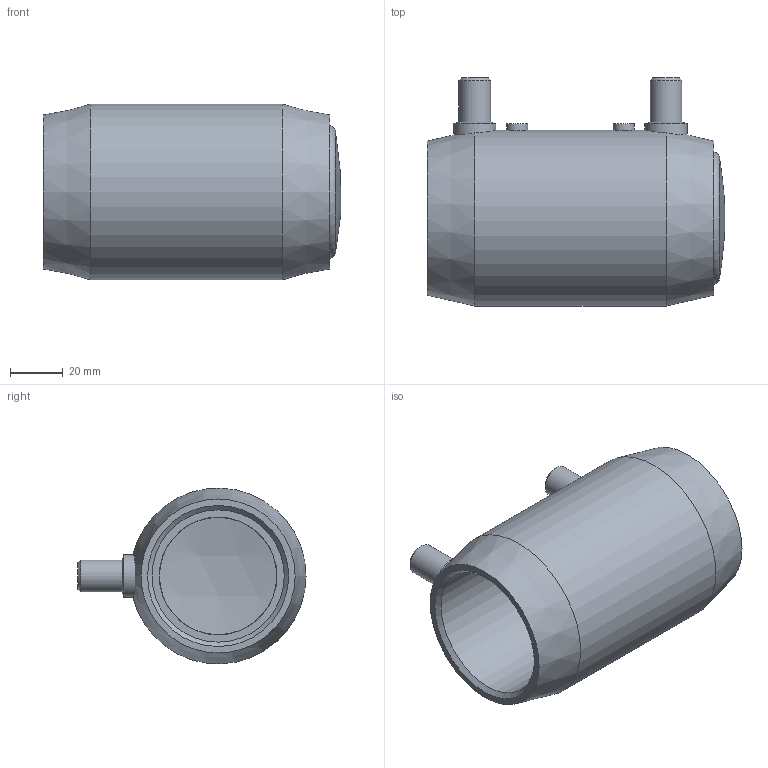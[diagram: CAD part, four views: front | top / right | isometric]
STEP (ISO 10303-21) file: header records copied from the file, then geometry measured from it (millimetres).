
FILE_DESCRIPTION(/* description */ ('PE100 Electro-Fusion End Cap, Ø50, SDR17/SDR11'),/* implementation_level */ '2;1');
FILE_NAME(/* name */ 'CELE-RC-050', /* time_stamp */ '2021-10-26T15:57:58+02:00',/* author */ ('COAB Solutions'),/* organization */ ('GPA Flowsystem'),/* preprocessor_version */ '',/* originating_system */ 'www.coabsolutions.com',/* authorisation */ '');
FILE_SCHEMA (('AUTOMOTIVE_DESIGN { 1 0 10303 214 3 1 1 }','INTEGRATED_CNC_SCHEMA'));
Length unit declared in the file: millimetre
Products named in the file (1): CELE-RC-050
Bounding box: 112.67 x 86.25 x 66.46 mm (x, y, z)
Volume: 173940.6 mm3; surface area: 47619.7 mm2
Topology: 1 solids, 1 shells, 41 faces, 77 edges, 48 vertices
Faces by surface type: cylinder 15, plane 12, cone 10, torus 2, sphere 2
Full cylindrical faces by diameter (mm): 5 x2, 8 x4, 12 x2, 16 x2, 44.5 x1, 45.875 x1, 50 x2, 66.5 x1
Entity records: 1196 total; most frequent: CARTESIAN_POINT 315, DIRECTION 193, ORIENTED_EDGE 154, AXIS2_PLACEMENT_3D 84, EDGE_CURVE 77, EDGE_LOOP 51, VERTEX_POINT 48, CIRCLE 42
